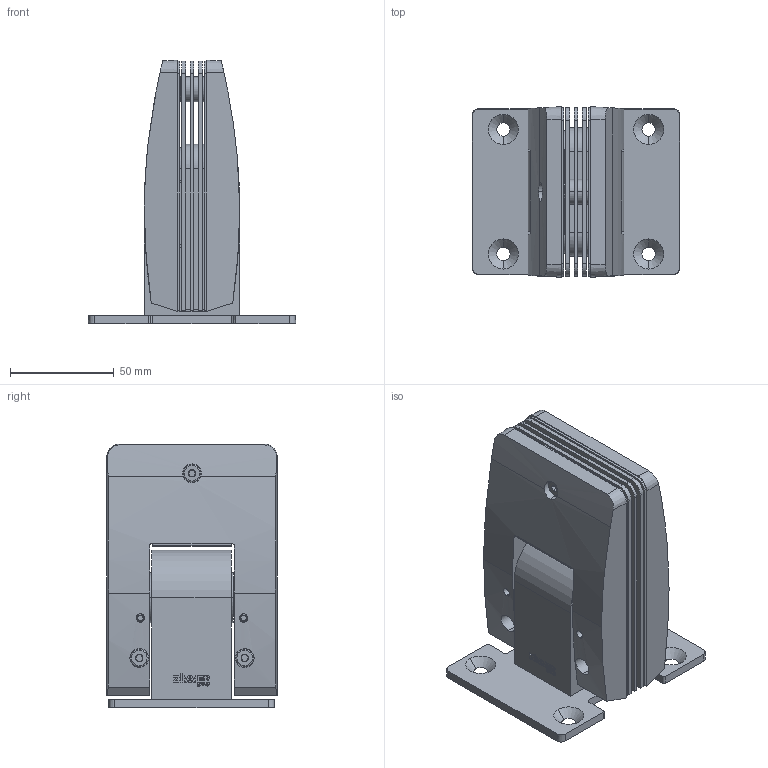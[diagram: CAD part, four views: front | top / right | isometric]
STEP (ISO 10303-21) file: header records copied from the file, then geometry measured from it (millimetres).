
FILE_DESCRIPTION((''),'2;1');
FILE_NAME('H010-00-005_SW0001','2024-11-15T12:50:30',('FKoch'),(''),'CREO PARAMETRIC BY PTC INC, 2022124','CREO PARAMETRIC BY PTC INC, 2022124','');
FILE_SCHEMA(('AUTOMOTIVE_DESIGN { 1 0 10303 214 1 1 1 1 }'));
Products named in the file (1): H010-00-005_SW0001
Bounding box: 100 x 82 x 127 mm (x, y, z)
Volume: 315433.5 mm3; surface area: 171610.4 mm2
Topology: 8 solids, 43 shells, 4143 faces, 10272 edges, 6158 vertices
Faces by surface type: plane 1327, cylinder 1021, bspline 917, cone 347, extrusion 347, torus 162, sphere 22
Entity records: 243405 total; most frequent: CARTESIAN_POINT 92093, ORIENTED_EDGE 20058, DIRECTION 15405, PRESENTATION_STYLE_ASSIGNMENT 14526, STYLED_ITEM 10384, CURVE_STYLE 10376, EDGE_CURVE 10029, VERTEX_POINT 6157
